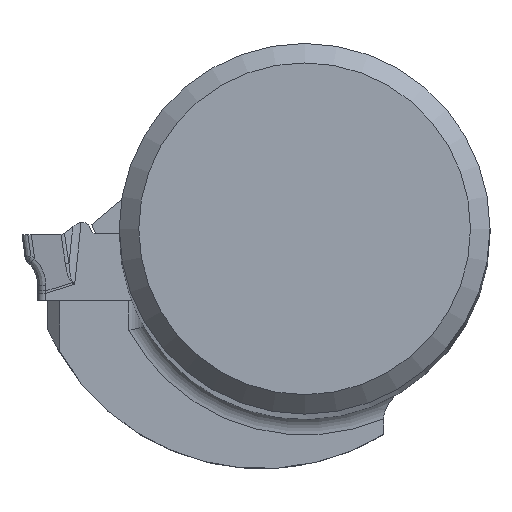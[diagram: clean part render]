
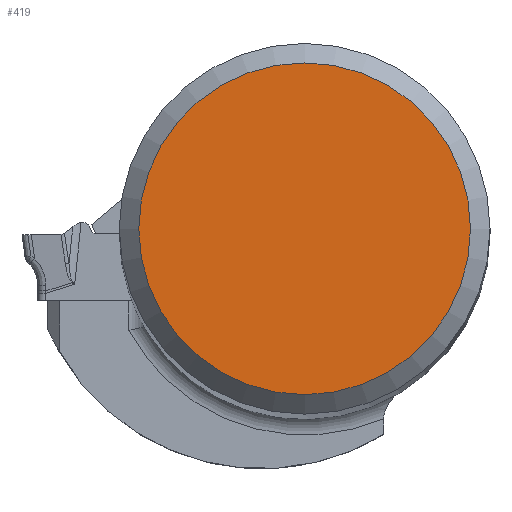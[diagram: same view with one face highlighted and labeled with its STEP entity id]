
A CAD part, top view. The second image highlights one B-rep face of the part: STEP entity #419.
In plain terms, the highlighted planar face has unit normal (0, 0, 1).
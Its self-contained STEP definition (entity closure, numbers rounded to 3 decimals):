
#196=FACE_OUTER_BOUND('',#1000,.T.);
#419=ADVANCED_FACE('TB_BL_N5_SU8',(#196),#544,.F.);
#544=PLANE('',#2475);
#1000=EDGE_LOOP('',(#1225));
#1225=ORIENTED_EDGE('',*,*,#2068,.T.);
#1835=VERTEX_POINT('',#3513);
#2068=EDGE_CURVE('',#1835,#1835,#2341,.T.);
#2341=CIRCLE('',#2473,8.51);
#2473=AXIS2_PLACEMENT_3D('',#3512,#2759,#2760);
#2475=AXIS2_PLACEMENT_3D('',#3515,#2763,#2764);
#2759=DIRECTION('',(0.,0.,1.));
#2760=DIRECTION('',(1.,0.,0.));
#2763=DIRECTION('',(0.,0.,-1.));
#2764=DIRECTION('',(-1.,0.,0.));
#3512=CARTESIAN_POINT('',(0.,0.,0.));
#3513=CARTESIAN_POINT('',(8.51,0.,0.));
#3515=CARTESIAN_POINT('',(8.51,0.,0.));
